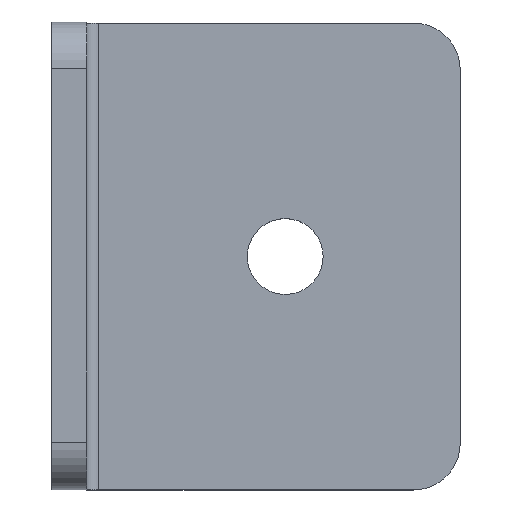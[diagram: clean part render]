
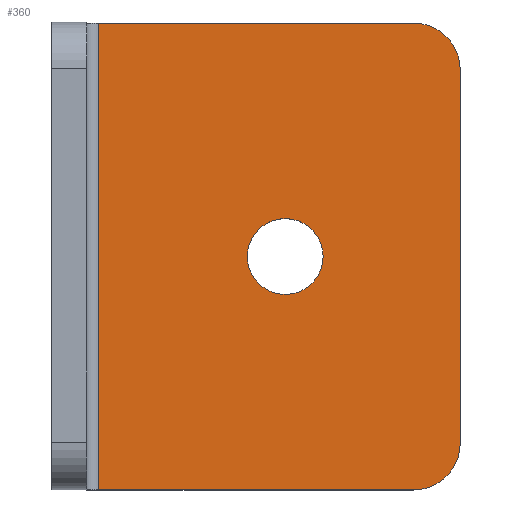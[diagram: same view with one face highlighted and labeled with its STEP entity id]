
A CAD part, top view. The second image highlights one B-rep face of the part: STEP entity #360.
In plain terms, the highlighted planar face has unit normal (0, 0, 1).
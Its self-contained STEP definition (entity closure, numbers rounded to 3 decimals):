
#18=FACE_BOUND('',#65,.T.);
#26=PLANE('',#398);
#42=FACE_OUTER_BOUND('',#64,.T.);
#64=EDGE_LOOP('',(#306,#307,#308,#309,#310,#311));
#65=EDGE_LOOP('',(#312));
#90=LINE('',#573,#122);
#94=LINE('',#588,#126);
#99=LINE('',#603,#131);
#100=LINE('',#605,#132);
#122=VECTOR('',#459,32.);
#126=VECTOR('',#477,27.);
#131=VECTOR('',#492,40.);
#132=VECTOR('',#495,27.);
#144=CIRCLE('',#381,4.);
#147=CIRCLE('',#387,4.);
#154=CIRCLE('',#399,3.25);
#171=VERTEX_POINT('',#554);
#172=VERTEX_POINT('',#556);
#178=VERTEX_POINT('',#572);
#179=VERTEX_POINT('',#576);
#182=VERTEX_POINT('',#586);
#187=VERTEX_POINT('',#601);
#188=VERTEX_POINT('',#606);
#208=EDGE_CURVE('',#171,#172,#144,.T.);
#216=EDGE_CURVE('',#178,#172,#90,.T.);
#218=EDGE_CURVE('',#178,#179,#147,.T.);
#224=EDGE_CURVE('',#182,#171,#94,.T.);
#232=EDGE_CURVE('',#187,#182,#99,.T.);
#233=EDGE_CURVE('',#179,#187,#100,.T.);
#234=EDGE_CURVE('',#188,#188,#154,.T.);
#306=ORIENTED_EDGE('',*,*,#208,.F.);
#307=ORIENTED_EDGE('',*,*,#224,.F.);
#308=ORIENTED_EDGE('',*,*,#232,.F.);
#309=ORIENTED_EDGE('',*,*,#233,.F.);
#310=ORIENTED_EDGE('',*,*,#218,.F.);
#311=ORIENTED_EDGE('',*,*,#216,.T.);
#312=ORIENTED_EDGE('',*,*,#234,.T.);
#360=ADVANCED_FACE('',(#42,#18),#26,.T.);
#381=AXIS2_PLACEMENT_3D('',#557,#444,#445);
#387=AXIS2_PLACEMENT_3D('',#577,#463,#464);
#398=AXIS2_PLACEMENT_3D('',#604,#493,#494);
#399=AXIS2_PLACEMENT_3D('',#607,#496,#497);
#444=DIRECTION('center_axis',(0.,0.,-1.));
#445=DIRECTION('ref_axis',(0.707,0.707,0.));
#459=DIRECTION('',(0.,1.,0.));
#463=DIRECTION('center_axis',(0.,0.,-1.));
#464=DIRECTION('ref_axis',(0.707,-0.707,0.));
#477=DIRECTION('',(1.,0.,0.));
#492=DIRECTION('',(0.,1.,0.));
#493=DIRECTION('center_axis',(0.,0.,1.));
#494=DIRECTION('ref_axis',(1.,0.,0.));
#495=DIRECTION('',(-1.,0.,0.));
#496=DIRECTION('center_axis',(0.,0.,-1.));
#497=DIRECTION('ref_axis',(-1.,0.,0.));
#554=CARTESIAN_POINT('',(31.,40.,-57.));
#556=CARTESIAN_POINT('',(35.,36.,-57.));
#557=CARTESIAN_POINT('Origin',(31.,36.,-57.));
#572=CARTESIAN_POINT('',(35.,4.,-57.));
#573=CARTESIAN_POINT('',(35.,0.,-57.));
#576=CARTESIAN_POINT('',(31.,0.,-57.));
#577=CARTESIAN_POINT('Origin',(31.,4.,-57.));
#586=CARTESIAN_POINT('',(4.,40.,-57.));
#588=CARTESIAN_POINT('',(35.,40.,-57.));
#601=CARTESIAN_POINT('',(4.,0.,-57.));
#603=CARTESIAN_POINT('',(4.,0.,-57.));
#604=CARTESIAN_POINT('Origin',(3.,0.,-57.));
#605=CARTESIAN_POINT('',(35.,0.,-57.));
#606=CARTESIAN_POINT('',(23.25,20.,-57.));
#607=CARTESIAN_POINT('Origin',(20.,20.,-57.));
